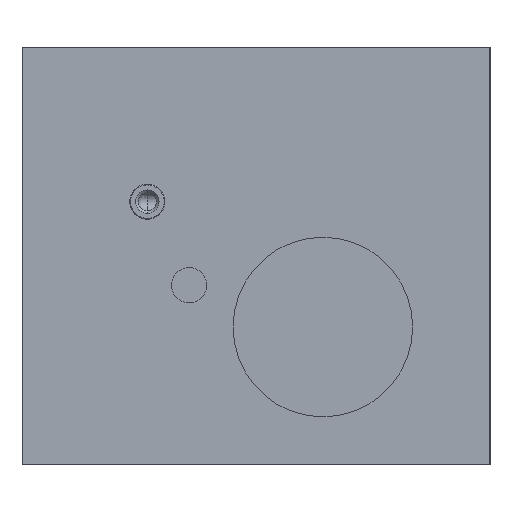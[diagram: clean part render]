
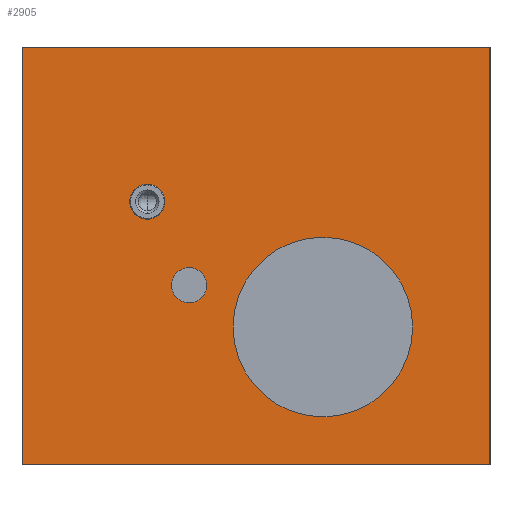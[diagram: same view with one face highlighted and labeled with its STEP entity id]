
A CAD part, left-side view. The second image highlights one B-rep face of the part: STEP entity #2905.
In plain terms, the highlighted planar face has unit normal (-1, 0, 0).
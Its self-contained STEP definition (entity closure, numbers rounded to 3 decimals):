
#16 = EDGE_CURVE ( 'NONE', #2430, #5286, #1844, .T. ) ;
#117 = CARTESIAN_POINT ( 'NONE',  ( -68., -56., 25. ) ) ;
#172 = DIRECTION ( 'NONE',  ( 1., 0., 0. ) ) ;
#192 = AXIS2_PLACEMENT_3D ( 'NONE', #5237, #2418, #5167 ) ;
#217 = CARTESIAN_POINT ( 'NONE',  ( -68., -15., 6.5 ) ) ;
#234 = CARTESIAN_POINT ( 'NONE',  ( -68., 0., 25. ) ) ;
#271 = DIRECTION ( 'NONE',  ( 0., 1., 0. ) ) ;
#461 = AXIS2_PLACEMENT_3D ( 'NONE', #234, #3891, #774 ) ;
#618 = FACE_OUTER_BOUND ( 'NONE', #5088, .T. ) ;
#630 = LINE ( 'NONE', #117, #5673 ) ;
#683 = FACE_BOUND ( 'NONE', #1281, .T. ) ;
#774 = DIRECTION ( 'NONE',  ( 0., -1., 0. ) ) ;
#859 = CIRCLE ( 'NONE', #2860, 10.75 ) ;
#863 = CARTESIAN_POINT ( 'NONE',  ( -68., 0., -25. ) ) ;
#960 = VECTOR ( 'NONE', #3766, 1000. ) ;
#1056 = DIRECTION ( 'NONE',  ( 0., 1., 0. ) ) ;
#1070 = ORIENTED_EDGE ( 'NONE', *, *, #4957, .T. ) ;
#1080 = VERTEX_POINT ( 'NONE', #1228 ) ;
#1228 = CARTESIAN_POINT ( 'NONE',  ( -68., 0., 25. ) ) ;
#1242 = ORIENTED_EDGE ( 'NONE', *, *, #16, .T. ) ;
#1281 = EDGE_LOOP ( 'NONE', ( #1070, #5526 ) ) ;
#1341 = CARTESIAN_POINT ( 'NONE',  ( -68., -12.9, 6.5 ) ) ;
#1375 = ORIENTED_EDGE ( 'NONE', *, *, #5283, .T. ) ;
#1467 = DIRECTION ( 'NONE',  ( 0., 0., -1. ) ) ;
#1529 = CARTESIAN_POINT ( 'NONE',  ( -68., -17.1, 6.5 ) ) ;
#1594 = VERTEX_POINT ( 'NONE', #3045 ) ;
#1638 = DIRECTION ( 'NONE',  ( 0., 0., -1. ) ) ;
#1844 = CIRCLE ( 'NONE', #3849, 2.1 ) ;
#1965 = CARTESIAN_POINT ( 'NONE',  ( -68., -36., -8.5 ) ) ;
#1976 = CARTESIAN_POINT ( 'NONE',  ( -68., 0., 25. ) ) ;
#2011 = LINE ( 'NONE', #1976, #960 ) ;
#2059 = DIRECTION ( 'NONE',  ( 0., 1., 0. ) ) ;
#2137 = FACE_BOUND ( 'NONE', #2818, .T. ) ;
#2216 = VECTOR ( 'NONE', #1638, 1000. ) ;
#2244 = VERTEX_POINT ( 'NONE', #4867 ) ;
#2274 = ORIENTED_EDGE ( 'NONE', *, *, #5845, .T. ) ;
#2418 = DIRECTION ( 'NONE',  ( 1., 0., 0. ) ) ;
#2426 = DIRECTION ( 'NONE',  ( 1., 0., 0. ) ) ;
#2430 = VERTEX_POINT ( 'NONE', #1341 ) ;
#2509 = PLANE ( 'NONE',  #461 ) ;
#2663 = ORIENTED_EDGE ( 'NONE', *, *, #4467, .T. ) ;
#2679 = ORIENTED_EDGE ( 'NONE', *, *, #5183, .F. ) ;
#2744 = DIRECTION ( 'NONE',  ( 0., 1., 0. ) ) ;
#2803 = CARTESIAN_POINT ( 'NONE',  ( -68., -15., 6.5 ) ) ;
#2818 = EDGE_LOOP ( 'NONE', ( #4603, #1375 ) ) ;
#2860 = AXIS2_PLACEMENT_3D ( 'NONE', #1965, #4825, #2059 ) ;
#2878 = ORIENTED_EDGE ( 'NONE', *, *, #4142, .T. ) ;
#2900 = CARTESIAN_POINT ( 'NONE',  ( -68., -56., 25. ) ) ;
#2905 = ADVANCED_FACE ( 'NONE', ( #683, #2137, #3962, #618 ), #2509, .F. ) ;
#3045 = CARTESIAN_POINT ( 'NONE',  ( -68., -22.1, -3.5 ) ) ;
#3104 = CARTESIAN_POINT ( 'NONE',  ( -68., -25.25, -8.5 ) ) ;
#3187 = VERTEX_POINT ( 'NONE', #3104 ) ;
#3355 = ORIENTED_EDGE ( 'NONE', *, *, #4310, .F. ) ;
#3368 = AXIS2_PLACEMENT_3D ( 'NONE', #4378, #172, #271 ) ;
#3564 = AXIS2_PLACEMENT_3D ( 'NONE', #2803, #5559, #1056 ) ;
#3630 = AXIS2_PLACEMENT_3D ( 'NONE', #3806, #2426, #4262 ) ;
#3675 = LINE ( 'NONE', #863, #5696 ) ;
#3766 = DIRECTION ( 'NONE',  ( 0., 1., 0. ) ) ;
#3806 = CARTESIAN_POINT ( 'NONE',  ( -68., -20., -3.5 ) ) ;
#3849 = AXIS2_PLACEMENT_3D ( 'NONE', #217, #4913, #5369 ) ;
#3891 = DIRECTION ( 'NONE',  ( 1., 0., 0. ) ) ;
#3962 = FACE_BOUND ( 'NONE', #5807, .T. ) ;
#4133 = EDGE_CURVE ( 'NONE', #2244, #1594, #4332, .T. ) ;
#4134 = VERTEX_POINT ( 'NONE', #2900 ) ;
#4142 = EDGE_CURVE ( 'NONE', #4134, #1080, #2011, .T. ) ;
#4262 = DIRECTION ( 'NONE',  ( 0., 1., 0. ) ) ;
#4310 = EDGE_CURVE ( 'NONE', #4736, #4656, #3675, .T. ) ;
#4332 = CIRCLE ( 'NONE', #3368, 2.1 ) ;
#4378 = CARTESIAN_POINT ( 'NONE',  ( -68., -20., -3.5 ) ) ;
#4467 = EDGE_CURVE ( 'NONE', #5286, #2430, #5311, .T. ) ;
#4544 = VERTEX_POINT ( 'NONE', #5158 ) ;
#4600 = CIRCLE ( 'NONE', #192, 10.75 ) ;
#4603 = ORIENTED_EDGE ( 'NONE', *, *, #4133, .T. ) ;
#4656 = VERTEX_POINT ( 'NONE', #4713 ) ;
#4713 = CARTESIAN_POINT ( 'NONE',  ( -68., 0., -25. ) ) ;
#4736 = VERTEX_POINT ( 'NONE', #4809 ) ;
#4809 = CARTESIAN_POINT ( 'NONE',  ( -68., -56., -25. ) ) ;
#4825 = DIRECTION ( 'NONE',  ( 1., 0., 0. ) ) ;
#4867 = CARTESIAN_POINT ( 'NONE',  ( -68., -17.9, -3.5 ) ) ;
#4913 = DIRECTION ( 'NONE',  ( 1., 0., 0. ) ) ;
#4957 = EDGE_CURVE ( 'NONE', #4544, #3187, #4600, .T. ) ;
#5088 = EDGE_LOOP ( 'NONE', ( #3355, #2679, #2878, #2274 ) ) ;
#5158 = CARTESIAN_POINT ( 'NONE',  ( -68., -46.75, -8.5 ) ) ;
#5167 = DIRECTION ( 'NONE',  ( 0., 1., 0. ) ) ;
#5183 = EDGE_CURVE ( 'NONE', #4134, #4736, #630, .T. ) ;
#5237 = CARTESIAN_POINT ( 'NONE',  ( -68., -36., -8.5 ) ) ;
#5283 = EDGE_CURVE ( 'NONE', #1594, #2244, #5287, .T. ) ;
#5286 = VERTEX_POINT ( 'NONE', #1529 ) ;
#5287 = CIRCLE ( 'NONE', #3630, 2.1 ) ;
#5311 = CIRCLE ( 'NONE', #3564, 2.1 ) ;
#5369 = DIRECTION ( 'NONE',  ( 0., 1., 0. ) ) ;
#5526 = ORIENTED_EDGE ( 'NONE', *, *, #5745, .T. ) ;
#5559 = DIRECTION ( 'NONE',  ( 1., 0., 0. ) ) ;
#5673 = VECTOR ( 'NONE', #1467, 1000. ) ;
#5696 = VECTOR ( 'NONE', #2744, 1000. ) ;
#5745 = EDGE_CURVE ( 'NONE', #3187, #4544, #859, .T. ) ;
#5807 = EDGE_LOOP ( 'NONE', ( #1242, #2663 ) ) ;
#5845 = EDGE_CURVE ( 'NONE', #1080, #4656, #5907, .T. ) ;
#5875 = CARTESIAN_POINT ( 'NONE',  ( -68., 0., 25. ) ) ;
#5907 = LINE ( 'NONE', #5875, #2216 ) ;
